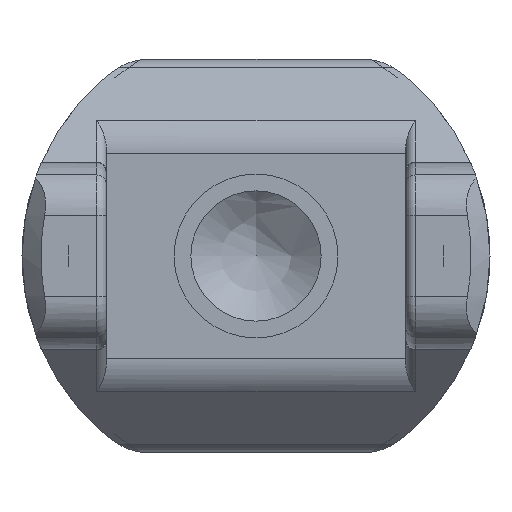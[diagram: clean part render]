
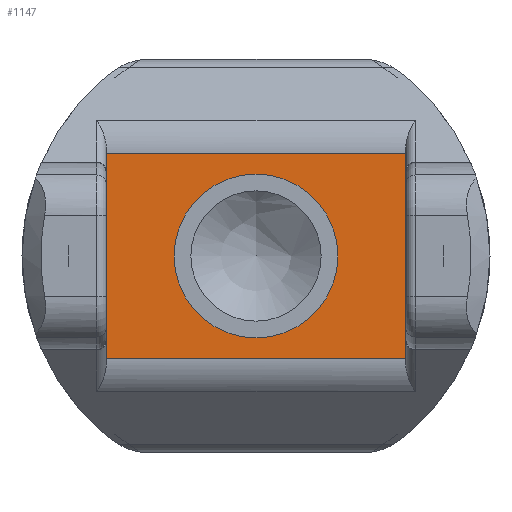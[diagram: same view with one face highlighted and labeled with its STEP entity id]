
A CAD part, front view. The second image highlights one B-rep face of the part: STEP entity #1147.
In plain terms, the highlighted planar face has unit normal (0, -1, 0).
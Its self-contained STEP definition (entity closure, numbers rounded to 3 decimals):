
#71=FACE_BOUND('',#215,.T.);
#85=PLANE('',#1296);
#141=FACE_OUTER_BOUND('',#214,.T.);
#214=EDGE_LOOP('',(#961,#962,#963,#964));
#215=EDGE_LOOP('',(#965));
#264=LINE('',#1859,#328);
#266=LINE('',#1886,#330);
#293=LINE('',#2101,#357);
#294=LINE('',#2103,#358);
#328=VECTOR('',#1427,10.);
#330=VECTOR('',#1441,10.);
#357=VECTOR('',#1600,10.);
#358=VECTOR('',#1603,10.);
#427=CIRCLE('',#1297,8.75);
#484=VERTEX_POINT('',#1856);
#485=VERTEX_POINT('',#1858);
#488=VERTEX_POINT('',#1883);
#489=VERTEX_POINT('',#1885);
#532=VERTEX_POINT('',#2104);
#606=EDGE_CURVE('',#484,#485,#264,.T.);
#613=EDGE_CURVE('',#488,#489,#266,.T.);
#689=EDGE_CURVE('',#489,#484,#293,.T.);
#690=EDGE_CURVE('',#485,#488,#294,.T.);
#691=EDGE_CURVE('',#532,#532,#427,.T.);
#961=ORIENTED_EDGE('',*,*,#689,.F.);
#962=ORIENTED_EDGE('',*,*,#613,.F.);
#963=ORIENTED_EDGE('',*,*,#690,.F.);
#964=ORIENTED_EDGE('',*,*,#606,.F.);
#965=ORIENTED_EDGE('',*,*,#691,.F.);
#1147=ADVANCED_FACE('',(#141,#71),#85,.F.);
#1296=AXIS2_PLACEMENT_3D('',#2102,#1601,#1602);
#1297=AXIS2_PLACEMENT_3D('',#2105,#1604,#1605);
#1427=DIRECTION('',(0.,0.,1.));
#1441=DIRECTION('',(0.,0.,-1.));
#1600=DIRECTION('',(-1.,0.,0.));
#1601=DIRECTION('center_axis',(0.,1.,0.));
#1602=DIRECTION('ref_axis',(0.,0.,1.));
#1603=DIRECTION('',(1.,0.,0.));
#1604=DIRECTION('center_axis',(0.,-1.,0.));
#1605=DIRECTION('ref_axis',(-1.,0.,0.));
#1856=CARTESIAN_POINT('',(-16.003,-102.5,-10.929));
#1858=CARTESIAN_POINT('',(-16.003,-102.5,10.929));
#1859=CARTESIAN_POINT('',(-16.003,-102.5,27.159));
#1883=CARTESIAN_POINT('',(16.003,-102.5,10.929));
#1885=CARTESIAN_POINT('',(16.003,-102.5,-10.929));
#1886=CARTESIAN_POINT('',(16.003,-102.5,-27.159));
#2101=CARTESIAN_POINT('',(0.,-102.5,-10.929));
#2102=CARTESIAN_POINT('Origin',(0.,-102.5,0.));
#2103=CARTESIAN_POINT('',(0.,-102.5,10.929));
#2104=CARTESIAN_POINT('',(8.75,-102.5,0.));
#2105=CARTESIAN_POINT('Origin',(0.,-102.5,0.));
